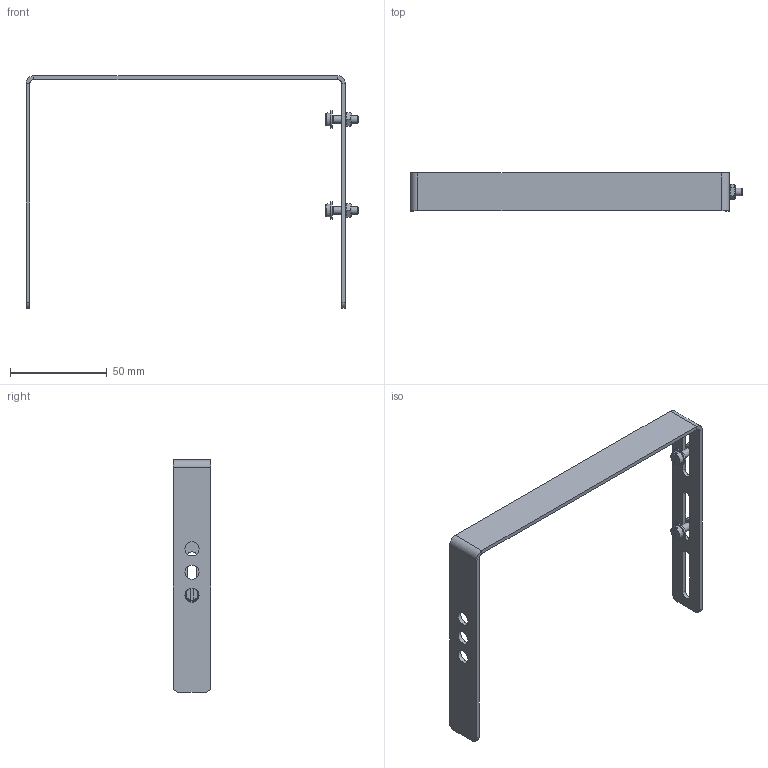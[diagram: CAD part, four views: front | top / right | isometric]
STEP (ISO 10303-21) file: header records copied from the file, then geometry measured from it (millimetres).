
FILE_DESCRIPTION(/* description */ (''),/* implementation_level */ '2;1');
FILE_NAME(/* name */ 'FILE_STP_CAD_DRAWING_GAX18S05.stp',/* time_stamp */ '2016-12-02T14:12:04+01:00',/* author */ ('Zanchi_F'),/* organization */ (''),/* preprocessor_version */ 'ST-DEVELOPER v16.1',/* originating_system */ 'Autodesk Inventor 2016',/* authorisation */ '');
FILE_SCHEMA (('AUTOMOTIVE_DESIGN { 1 0 10303 214 3 1 1 }'));
Length unit declared in the file: millimetre
Products named in the file (5): 30300896; 134014; 134501; 134301; GAX18S05
Assembly tree (7 placements, depth 2):
  GAX18S05
    30300896
    134014  x2
    134501  x2
    134301  x2
Bounding box: 171.5 x 19.5 x 120 mm (x, y, z)
Volume: 15199.2 mm3; surface area: 17804.4 mm2
Topology: 7 solids, 7 shells, 103 faces, 233 edges, 146 vertices
Faces by surface type: plane 58, cylinder 27, cone 14, torus 4
Full cylindrical faces by diameter (mm): 3.242 x2, 3.571 x2, 4 x2, 4.3 x2, 7.3 x3, 9 x2
Entity records: 2127 total; most frequent: CARTESIAN_POINT 404, DIRECTION 354, ORIENTED_EDGE 300, EDGE_CURVE 150, AXIS2_PLACEMENT_3D 140, EDGE_LOOP 104, VERTEX_POINT 102, LINE 74
